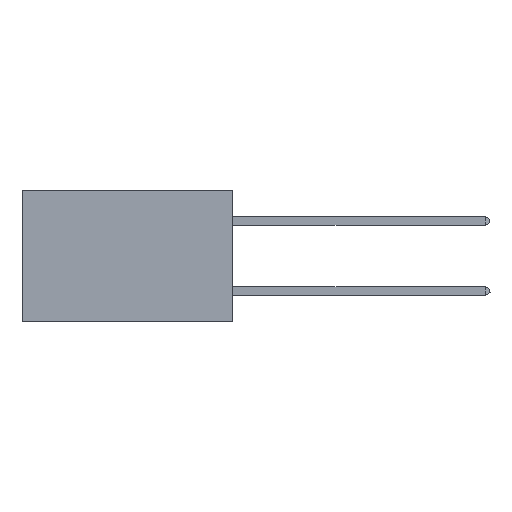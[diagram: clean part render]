
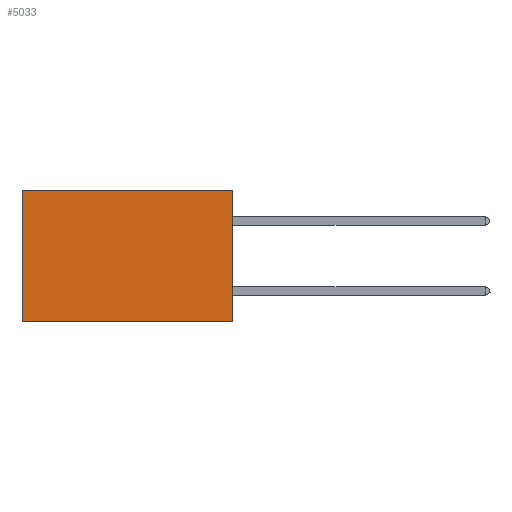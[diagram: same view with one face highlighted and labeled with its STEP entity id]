
A CAD part, left-side view. The second image highlights one B-rep face of the part: STEP entity #5033.
In plain terms, the highlighted planar face has unit normal (-1, 0, 0).
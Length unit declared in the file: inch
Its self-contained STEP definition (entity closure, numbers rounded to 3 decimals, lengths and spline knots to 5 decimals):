
#374 = CARTESIAN_POINT ( 'NONE',  ( 0.2875, 0.6, -0.375 ) ) ;
#1037 = CARTESIAN_POINT ( 'NONE',  ( 0.2875, 0., 0. ) ) ;
#1844 = VECTOR ( 'NONE', #6728, 39.37008 ) ;
#1872 = CARTESIAN_POINT ( 'NONE',  ( 0.2875, 0., -0.375 ) ) ;
#2615 = ORIENTED_EDGE ( 'NONE', *, *, #6465, .T. ) ;
#2774 = FACE_OUTER_BOUND ( 'NONE', #8995, .T. ) ;
#3674 = VERTEX_POINT ( 'NONE', #374 ) ;
#3895 = VERTEX_POINT ( 'NONE', #12730 ) ;
#4048 = VERTEX_POINT ( 'NONE', #15788 ) ;
#4569 = CARTESIAN_POINT ( 'NONE',  ( 0.2875, 0., -0.375 ) ) ;
#5033 = ADVANCED_FACE ( 'NONE', ( #2774 ), #9840, .F. ) ;
#5086 = EDGE_CURVE ( 'NONE', #3895, #3674, #9650, .T. ) ;
#5138 = VECTOR ( 'NONE', #13158, 39.37008 ) ;
#5156 = EDGE_CURVE ( 'NONE', #4048, #15400, #16106, .T. ) ;
#5191 = LINE ( 'NONE', #1037, #1844 ) ;
#5870 = DIRECTION ( 'NONE',  ( 1., 0., 0. ) ) ;
#6323 = VECTOR ( 'NONE', #11663, 39.37008 ) ;
#6465 = EDGE_CURVE ( 'NONE', #4048, #3895, #5191, .T. ) ;
#6728 = DIRECTION ( 'NONE',  ( 0., 1., 0. ) ) ;
#7206 = VECTOR ( 'NONE', #7354, 39.37008 ) ;
#7354 = DIRECTION ( 'NONE',  ( 0., 0., -1. ) ) ;
#7887 = EDGE_CURVE ( 'NONE', #15400, #3674, #12639, .T. ) ;
#8346 = ORIENTED_EDGE ( 'NONE', *, *, #5156, .F. ) ;
#8832 = CARTESIAN_POINT ( 'NONE',  ( 0.2875, 0., -0.375 ) ) ;
#8995 = EDGE_LOOP ( 'NONE', ( #12186, #16294, #8346, #2615 ) ) ;
#9650 = LINE ( 'NONE', #14361, #7206 ) ;
#9761 = CARTESIAN_POINT ( 'NONE',  ( 0.2875, 0., -0.375 ) ) ;
#9840 = PLANE ( 'NONE',  #10396 ) ;
#10396 = AXIS2_PLACEMENT_3D ( 'NONE', #4569, #5870, #13054 ) ;
#11663 = DIRECTION ( 'NONE',  ( 0., 0., -1. ) ) ;
#12186 = ORIENTED_EDGE ( 'NONE', *, *, #5086, .T. ) ;
#12639 = LINE ( 'NONE', #9761, #5138 ) ;
#12730 = CARTESIAN_POINT ( 'NONE',  ( 0.2875, 0.6, 0. ) ) ;
#13054 = DIRECTION ( 'NONE',  ( 0., 0., -1. ) ) ;
#13158 = DIRECTION ( 'NONE',  ( 0., 1., 0. ) ) ;
#14361 = CARTESIAN_POINT ( 'NONE',  ( 0.2875, 0.6, -0.375 ) ) ;
#15400 = VERTEX_POINT ( 'NONE', #1872 ) ;
#15788 = CARTESIAN_POINT ( 'NONE',  ( 0.2875, 0., 0. ) ) ;
#16106 = LINE ( 'NONE', #8832, #6323 ) ;
#16294 = ORIENTED_EDGE ( 'NONE', *, *, #7887, .F. ) ;
